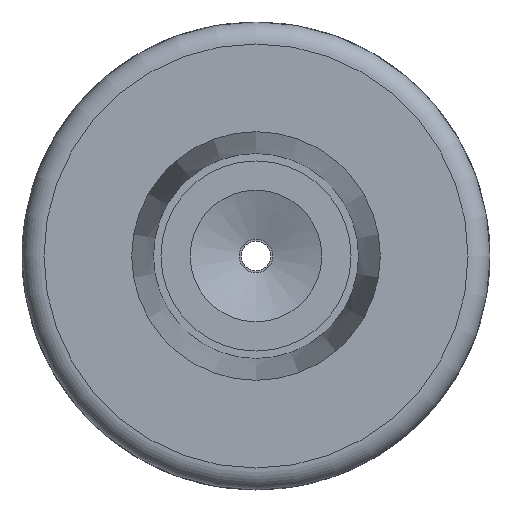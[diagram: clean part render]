
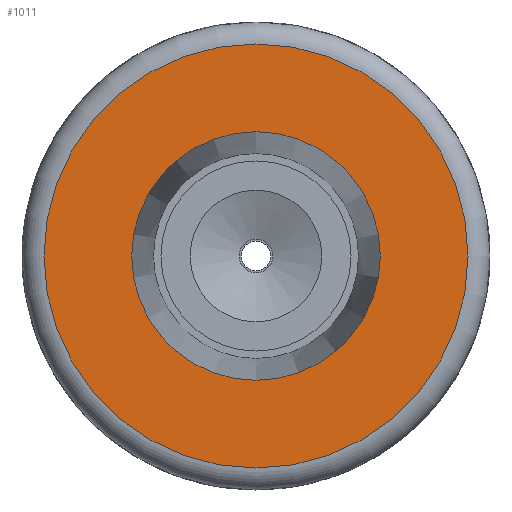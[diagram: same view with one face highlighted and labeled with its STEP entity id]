
A CAD part, left-side view. The second image highlights one B-rep face of the part: STEP entity #1011.
In plain terms, the highlighted planar face has unit normal (-1, 0, 0).
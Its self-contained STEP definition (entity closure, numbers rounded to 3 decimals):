
#977=CARTESIAN_POINT('',(-36.,0.0,14.5));
#978=VERTEX_POINT('',#977);
#979=CARTESIAN_POINT('',(-36.,0.0,0.));
#980=DIRECTION('',(-1.0,0.0,0.0));
#981=DIRECTION('',(0.0,0.0,1.0));
#982=AXIS2_PLACEMENT_3D('',#979,#980,#981);
#983=CIRCLE('',#982,14.5);
#984=EDGE_CURVE('',#978,#978,#983,.T.);
#992=CARTESIAN_POINT('',(-36.,0.0,11.5));
#993=DIRECTION('',(-1.0,0.0,0.0));
#994=DIRECTION('',(0.0,0.0,1.0));
#995=AXIS2_PLACEMENT_3D('',#992,#993,#994);
#996=PLANE('',#995);
#997=ORIENTED_EDGE('',*,*,#984,.T.);
#998=EDGE_LOOP('',(#997));
#999=FACE_OUTER_BOUND('',#998,.T.);
#1000=CARTESIAN_POINT('',(-36.,0.0,8.5));
#1001=VERTEX_POINT('',#1000);
#1002=CARTESIAN_POINT('',(-36.,0.0,0.));
#1003=DIRECTION('',(-1.0,0.0,0.0));
#1004=DIRECTION('',(0.0,0.0,1.0));
#1005=AXIS2_PLACEMENT_3D('',#1002,#1003,#1004);
#1006=CIRCLE('',#1005,8.5);
#1007=EDGE_CURVE('',#1001,#1001,#1006,.T.);
#1008=ORIENTED_EDGE('',*,*,#1007,.F.);
#1009=EDGE_LOOP('',(#1008));
#1010=FACE_BOUND('',#1009,.T.);
#1011=ADVANCED_FACE('',(#999,#1010),#996,.T.);
